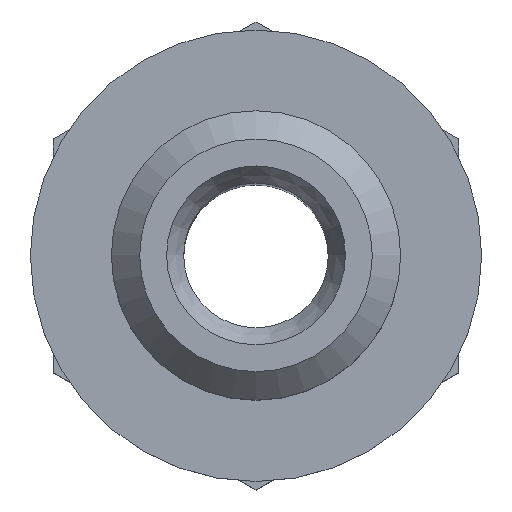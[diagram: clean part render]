
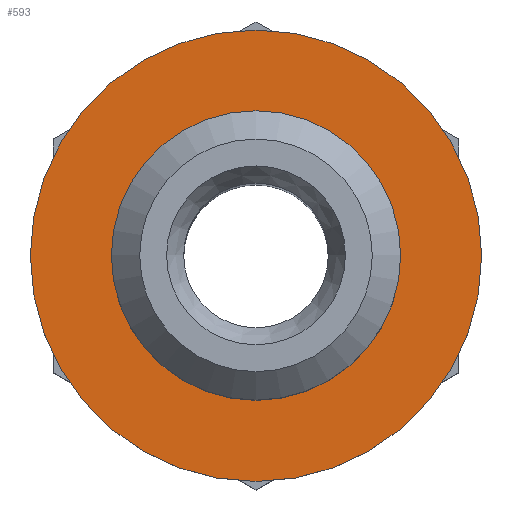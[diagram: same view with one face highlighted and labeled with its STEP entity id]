
A CAD part, top view. The second image highlights one B-rep face of the part: STEP entity #593.
In plain terms, the highlighted planar face has unit normal (0, 0, 1).
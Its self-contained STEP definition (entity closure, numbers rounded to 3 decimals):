
#82=PLANE('',#681);
#118=CIRCLE('',#680,2.15);
#119=CIRCLE('',#682,3.9);
#232=ORIENTED_EDGE('',*,*,#325,.T.);
#233=ORIENTED_EDGE('',*,*,#326,.F.);
#325=EDGE_CURVE('',#382,#382,#118,.T.);
#326=EDGE_CURVE('',#383,#383,#119,.T.);
#382=VERTEX_POINT('',#1069);
#383=VERTEX_POINT('',#1072);
#455=EDGE_LOOP('',(#232));
#456=EDGE_LOOP('',(#233));
#529=FACE_BOUND('',#455,.T.);
#530=FACE_BOUND('',#456,.T.);
#593=ADVANCED_FACE('',(#529,#530),#82,.T.);
#680=AXIS2_PLACEMENT_3D('',#1068,#847,#848);
#681=AXIS2_PLACEMENT_3D('',#1070,#849,#850);
#682=AXIS2_PLACEMENT_3D('',#1071,#851,#852);
#847=DIRECTION('',(0.,0.,-1.));
#848=DIRECTION('',(-1.,0.,0.));
#849=DIRECTION('',(0.,0.,1.));
#850=DIRECTION('',(1.,0.,0.));
#851=DIRECTION('',(0.,0.,-1.));
#852=DIRECTION('',(-1.,0.,0.));
#1068=CARTESIAN_POINT('',(0.,0.,-3.8));
#1069=CARTESIAN_POINT('',(-2.15,0.,-3.8));
#1070=CARTESIAN_POINT('',(0.,3.9,-3.8));
#1071=CARTESIAN_POINT('',(0.,0.,-3.8));
#1072=CARTESIAN_POINT('',(-3.9,0.,-3.8));
